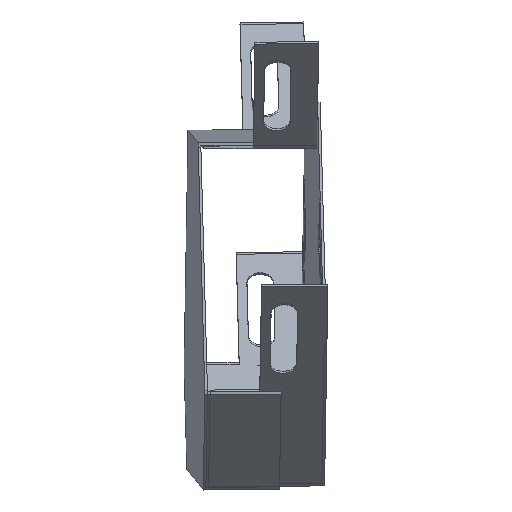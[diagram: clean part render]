
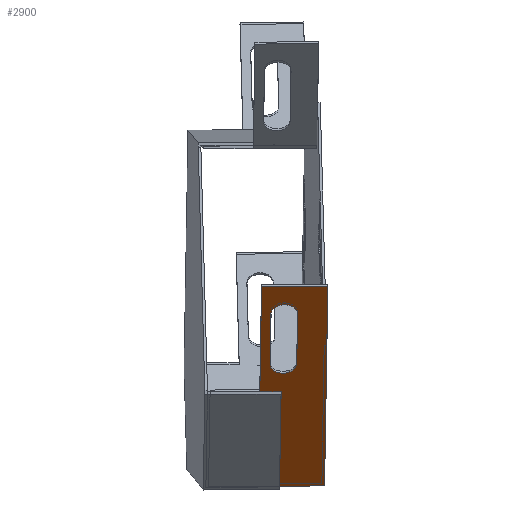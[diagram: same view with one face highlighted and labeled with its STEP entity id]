
A CAD part, left-side view. The second image highlights one B-rep face of the part: STEP entity #2900.
In plain terms, the highlighted planar face has unit normal (-0.688, -0.02, -0.726).
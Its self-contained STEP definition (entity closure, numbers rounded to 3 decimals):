
#50 = CARTESIAN_POINT ( 'NONE',  ( -349.078, 19.797, 100.045 ) ) ;
#67 = DIRECTION ( 'NONE',  ( -0.022, 1., -0.006 ) ) ;
#200 = VECTOR ( 'NONE', #1238, 1000. ) ;
#218 = LINE ( 'NONE', #562, #200 ) ;
#236 = CARTESIAN_POINT ( 'NONE',  ( -315.687, 20.322, 68.409 ) ) ;
#407 = DIRECTION ( 'NONE',  ( 0.726, 0.011, -0.688 ) ) ;
#408 = CARTESIAN_POINT ( 'NONE',  ( -284.072, 0.818, 38.997 ) ) ;
#415 = DIRECTION ( 'NONE',  ( -0.726, -0.011, 0.688 ) ) ;
#562 = CARTESIAN_POINT ( 'NONE',  ( -285.11, 0.622, 39.984 ) ) ;
#564 = EDGE_CURVE ( 'NONE', #968, #2144, #218, .T. ) ;
#681 = CARTESIAN_POINT ( 'NONE',  ( -315.687, 20.322, 68.409 ) ) ;
#726 = CARTESIAN_POINT ( 'NONE',  ( -349.078, 19.797, 100.045 ) ) ;
#791 = CARTESIAN_POINT ( 'NONE',  ( -285.114, 0.802, 39.983 ) ) ;
#908 = DIRECTION ( 'NONE',  ( -0.022, 1., -0.006 ) ) ;
#932 = CARTESIAN_POINT ( 'NONE',  ( -340.215, 12.936, 91.837 ) ) ;
#942 = EDGE_LOOP ( 'NONE', ( #2187, #2191, #2193, #2198, #2205, #2207 ) ) ;
#955 = DIRECTION ( 'NONE',  ( -0.687, -0.02, -0.726 ) ) ;
#968 = VERTEX_POINT ( 'NONE', #791 ) ;
#981 = VERTEX_POINT ( 'NONE', #2794 ) ;
#1114 = CARTESIAN_POINT ( 'NONE',  ( -316.014, 35.319, 68.314 ) ) ;
#1120 = DIRECTION ( 'NONE',  ( 0.726, 0.011, -0.688 ) ) ;
#1158 = DIRECTION ( 'NONE',  ( -0.726, -0.011, 0.688 ) ) ;
#1159 = AXIS2_PLACEMENT_3D ( 'NONE', #3052, #1189, #3411 ) ;
#1189 = DIRECTION ( 'NONE',  ( -0.687, -0.02, -0.726 ) ) ;
#1238 = DIRECTION ( 'NONE',  ( -0.022, 1., -0.006 ) ) ;
#1331 = VERTEX_POINT ( 'NONE', #2747 ) ;
#1346 = CARTESIAN_POINT ( 'NONE',  ( -315.687, 20.322, 68.409 ) ) ;
#1393 = CARTESIAN_POINT ( 'NONE',  ( -348.838, 8.8, 100.115 ) ) ;
#1449 = EDGE_CURVE ( 'NONE', #968, #3272, #3462, .T. ) ;
#1508 = VERTEX_POINT ( 'NONE', #50 ) ;
#1591 = EDGE_CURVE ( 'NONE', #3272, #1508, #3413, .T. ) ;
#1632 = CARTESIAN_POINT ( 'NONE',  ( -349.012, 16.798, 100.064 ) ) ;
#1662 = VERTEX_POINT ( 'NONE', #2629 ) ;
#1718 = AXIS2_PLACEMENT_3D ( 'NONE', #2687, #955, #3298 ) ;
#1743 = AXIS2_PLACEMENT_3D ( 'NONE', #932, #3011, #1158 ) ;
#1893 = CARTESIAN_POINT ( 'NONE',  ( -316.014, 35.319, 68.314 ) ) ;
#1911 = VECTOR ( 'NONE', #407, 1000. ) ;
#1924 = LINE ( 'NONE', #1893, #1911 ) ;
#2144 = VERTEX_POINT ( 'NONE', #2690 ) ;
#2162 = VERTEX_POINT ( 'NONE', #2374 ) ;
#2187 = ORIENTED_EDGE ( 'NONE', *, *, #1449, .T. ) ;
#2191 = ORIENTED_EDGE ( 'NONE', *, *, #1591, .T. ) ;
#2193 = ORIENTED_EDGE ( 'NONE', *, *, #2386, .T. ) ;
#2198 = ORIENTED_EDGE ( 'NONE', *, *, #2279, .T. ) ;
#2205 = ORIENTED_EDGE ( 'NONE', *, *, #3291, .T. ) ;
#2207 = ORIENTED_EDGE ( 'NONE', *, *, #564, .F. ) ;
#2211 = ORIENTED_EDGE ( 'NONE', *, *, #2315, .F. ) ;
#2213 = ORIENTED_EDGE ( 'NONE', *, *, #2345, .F. ) ;
#2219 = EDGE_LOOP ( 'NONE', ( #2211, #2213, #2221, #2234 ) ) ;
#2221 = ORIENTED_EDGE ( 'NONE', *, *, #2365, .F. ) ;
#2230 = VERTEX_POINT ( 'NONE', #1114 ) ;
#2234 = ORIENTED_EDGE ( 'NONE', *, *, #2428, .F. ) ;
#2279 = EDGE_CURVE ( 'NONE', #2615, #2230, #3146, .T. ) ;
#2315 = EDGE_CURVE ( 'NONE', #1662, #981, #3087, .T. ) ;
#2344 = DIRECTION ( 'NONE',  ( -0.726, -0.011, 0.688 ) ) ;
#2345 = EDGE_CURVE ( 'NONE', #2162, #1662, #3067, .T. ) ;
#2365 = EDGE_CURVE ( 'NONE', #1331, #2162, #3045, .T. ) ;
#2367 = PLANE ( 'NONE',  #1159 ) ;
#2374 = CARTESIAN_POINT ( 'NONE',  ( -324.158, 9.188, 76.732 ) ) ;
#2386 = EDGE_CURVE ( 'NONE', #1508, #2615, #3025, .T. ) ;
#2428 = EDGE_CURVE ( 'NONE', #981, #1331, #3055, .T. ) ;
#2481 = FACE_OUTER_BOUND ( 'NONE', #942, .T. ) ;
#2488 = FACE_BOUND ( 'NONE', #2219, .T. ) ;
#2600 = DIRECTION ( 'NONE',  ( 0.726, 0.011, -0.688 ) ) ;
#2615 = VERTEX_POINT ( 'NONE', #681 ) ;
#2629 = CARTESIAN_POINT ( 'NONE',  ( -340.127, 8.937, 91.862 ) ) ;
#2687 = CARTESIAN_POINT ( 'NONE',  ( -324.245, 13.187, 76.707 ) ) ;
#2690 = CARTESIAN_POINT ( 'NONE',  ( -285.876, 35.793, 39.76 ) ) ;
#2747 = CARTESIAN_POINT ( 'NONE',  ( -324.332, 17.186, 76.681 ) ) ;
#2794 = CARTESIAN_POINT ( 'NONE',  ( -340.302, 16.935, 91.811 ) ) ;
#2900 = ADVANCED_FACE ( 'NONE', ( #2481, #2488 ), #2367, .T. ) ;
#2984 = VECTOR ( 'NONE', #1120, 1000. ) ;
#3011 = DIRECTION ( 'NONE',  ( -0.687, -0.02, -0.726 ) ) ;
#3020 = VECTOR ( 'NONE', #2600, 1000. ) ;
#3025 = LINE ( 'NONE', #1346, #3020 ) ;
#3045 = CIRCLE ( 'NONE', #1718, 4. ) ;
#3052 = CARTESIAN_POINT ( 'NONE',  ( -348.659, 0.602, 100.167 ) ) ;
#3055 = LINE ( 'NONE', #1632, #2984 ) ;
#3059 = VECTOR ( 'NONE', #2344, 1000. ) ;
#3067 = LINE ( 'NONE', #1393, #3059 ) ;
#3087 = CIRCLE ( 'NONE', #1743, 4. ) ;
#3122 = VECTOR ( 'NONE', #908, 1000. ) ;
#3146 = LINE ( 'NONE', #236, #3122 ) ;
#3207 = CARTESIAN_POINT ( 'NONE',  ( -348.642, -0.198, 100.172 ) ) ;
#3272 = VERTEX_POINT ( 'NONE', #3207 ) ;
#3291 = EDGE_CURVE ( 'NONE', #2230, #2144, #1924, .T. ) ;
#3298 = DIRECTION ( 'NONE',  ( -0.726, -0.011, 0.688 ) ) ;
#3403 = VECTOR ( 'NONE', #67, 1000. ) ;
#3411 = DIRECTION ( 'NONE',  ( -0.726, -0.011, 0.688 ) ) ;
#3413 = LINE ( 'NONE', #726, #3403 ) ;
#3456 = VECTOR ( 'NONE', #415, 1000. ) ;
#3462 = LINE ( 'NONE', #408, #3456 ) ;
